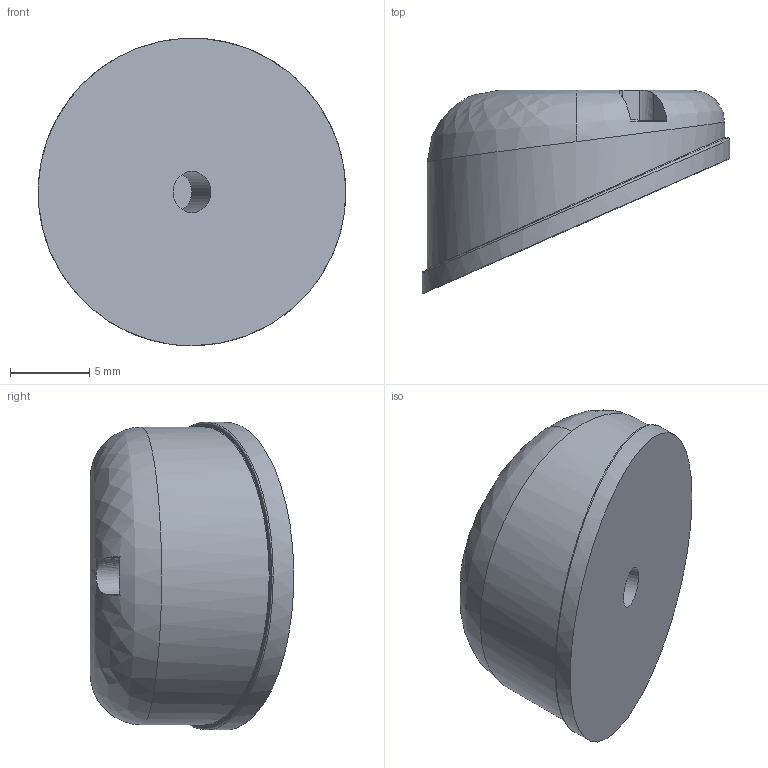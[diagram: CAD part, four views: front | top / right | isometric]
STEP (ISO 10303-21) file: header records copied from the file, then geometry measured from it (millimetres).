
FILE_DESCRIPTION(/* description */ (''),/* implementation_level */ '2;1');
FILE_NAME(/* name */ 'ur3 middle cap v4.step',/* time_stamp */ '2025-08-28T11:52:10-04:00',/* author */ (''),/* organization */ (''),/* preprocessor_version */ 'ST-DEVELOPER v20.1',/* originating_system */ 'Autodesk Translation Framework v14.10.0.0',/* authorisation */ '');
FILE_SCHEMA (('AUTOMOTIVE_DESIGN { 1 0 10303 214 3 1 1 }'));
Length unit declared in the file: millimetre
Products named in the file (1): 34111-STEP
Bounding box: 19.38 x 12.82 x 19.38 mm (x, y, z)
Volume: 2224.2 mm3; surface area: 1079 mm2
Topology: 1 solids, 1 shells, 32 faces, 90 edges, 63 vertices
Faces by surface type: bspline 22, plane 7, cylinder 3
Full cylindrical faces by diameter (mm): 2.6 x1, 18.75 x1, 19.375 x1
Entity records: 7255 total; most frequent: CARTESIAN_POINT 6534, ORIENTED_EDGE 180, EDGE_CURVE 90, DIRECTION 67, VERTEX_POINT 63, B_SPLINE_CURVE_WITH_KNOTS 58, EDGE_LOOP 35, FACE_OUTER_BOUND 32
